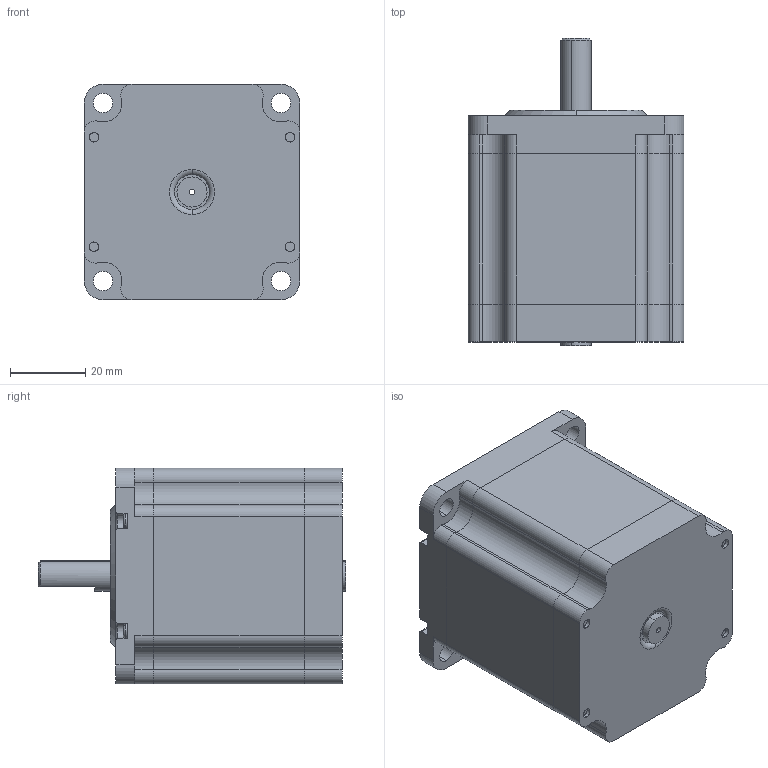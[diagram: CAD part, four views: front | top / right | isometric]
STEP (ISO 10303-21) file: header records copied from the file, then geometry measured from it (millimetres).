
FILE_DESCRIPTION (( 'STEP AP214' ), '1' );
FILE_NAME ('NEMA23.STEP', '2020-03-31T14:16:38', ( '' ), ( '' ), 'SwSTEP 2.0', 'SolidWorks 2018', '' );
FILE_SCHEMA (( 'AUTOMOTIVE_DESIGN' ));
Length unit declared in the file: centimetre
Products named in the file (4): Pin; inside; NEMA23
Assembly tree (6 placements, depth 2):
  NEMA23
    NEMA23
    inside
    Pin  x4
Bounding box: 57.2 x 81.6 x 57.2 mm (x, y, z)
Volume: 171960.3 mm3; surface area: 49097 mm2
Topology: 8 solids, 8 shells, 224 faces, 569 edges, 370 vertices
Faces by surface type: cylinder 128, plane 75, torus 18, cone 3
Entity records: 6160 total; most frequent: DIRECTION 1118, CARTESIAN_POINT 1021, ORIENTED_EDGE 970, EDGE_CURVE 485, AXIS2_PLACEMENT_3D 448, VERTEX_POINT 319, CIRCLE 257, EDGE_LOOP 228
